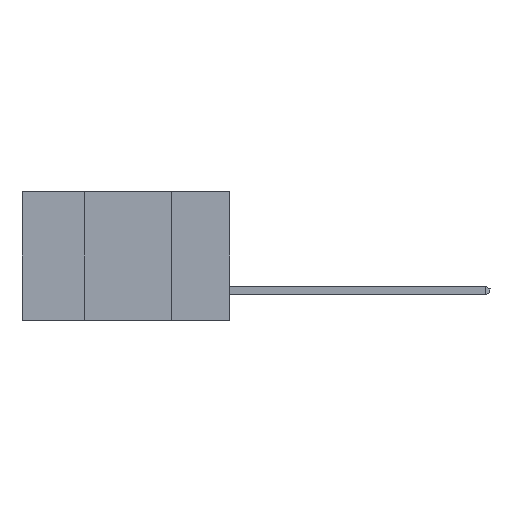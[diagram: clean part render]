
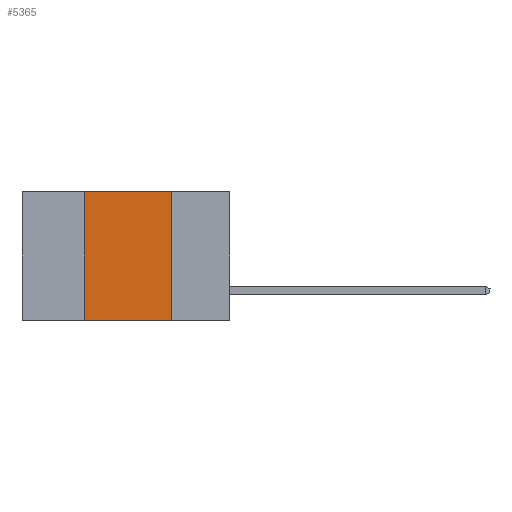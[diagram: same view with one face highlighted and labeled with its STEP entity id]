
A CAD part, left-side view. The second image highlights one B-rep face of the part: STEP entity #5365.
In plain terms, the highlighted planar face has unit normal (-1, 0, 0).
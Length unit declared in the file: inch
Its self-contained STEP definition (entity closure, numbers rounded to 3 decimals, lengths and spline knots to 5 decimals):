
#639 = EDGE_CURVE ( 'NONE', #13732, #11975, #2251, .T. ) ;
#844 = CARTESIAN_POINT ( 'NONE',  ( 0., 0.6, -0.37 ) ) ;
#1269 = VECTOR ( 'NONE', #5022, 39.37008 ) ;
#1285 = VECTOR ( 'NONE', #8165, 39.37008 ) ;
#1656 = DIRECTION ( 'NONE',  ( 1., 0., 0. ) ) ;
#2251 = LINE ( 'NONE', #18169, #7085 ) ;
#3458 = FACE_OUTER_BOUND ( 'NONE', #7196, .T. ) ;
#4042 = ORIENTED_EDGE ( 'NONE', *, *, #4325, .F. ) ;
#4221 = VECTOR ( 'NONE', #10847, 39.37008 ) ;
#4319 = VERTEX_POINT ( 'NONE', #11125 ) ;
#4325 = EDGE_CURVE ( 'NONE', #4319, #13732, #15221, .T. ) ;
#4792 = ORIENTED_EDGE ( 'NONE', *, *, #7743, .F. ) ;
#5022 = DIRECTION ( 'NONE',  ( 0., 0., 1. ) ) ;
#5365 = ADVANCED_FACE ( 'NONE', ( #3458 ), #10606, .F. ) ;
#6051 = AXIS2_PLACEMENT_3D ( 'NONE', #13354, #1656, #13264 ) ;
#6280 = ORIENTED_EDGE ( 'NONE', *, *, #9748, .T. ) ;
#6781 = CARTESIAN_POINT ( 'NONE',  ( 0., 0.17, 0. ) ) ;
#7085 = VECTOR ( 'NONE', #10722, 39.37008 ) ;
#7196 = EDGE_LOOP ( 'NONE', ( #9163, #4042, #4792, #6280 ) ) ;
#7743 = EDGE_CURVE ( 'NONE', #13113, #4319, #15506, .T. ) ;
#8165 = DIRECTION ( 'NONE',  ( 0., -1., 0. ) ) ;
#8258 = CARTESIAN_POINT ( 'NONE',  ( 0., 0.42, -0.37 ) ) ;
#9163 = ORIENTED_EDGE ( 'NONE', *, *, #639, .F. ) ;
#9748 = EDGE_CURVE ( 'NONE', #13113, #11975, #13883, .T. ) ;
#10092 = CARTESIAN_POINT ( 'NONE',  ( 0., 0.17, -0.37 ) ) ;
#10606 = PLANE ( 'NONE',  #6051 ) ;
#10722 = DIRECTION ( 'NONE',  ( 0., 0., -1. ) ) ;
#10847 = DIRECTION ( 'NONE',  ( 0., -1., 0. ) ) ;
#10902 = CARTESIAN_POINT ( 'NONE',  ( 0., 0.42, -0.37 ) ) ;
#11125 = CARTESIAN_POINT ( 'NONE',  ( 0., 0.42, 0. ) ) ;
#11975 = VERTEX_POINT ( 'NONE', #10092 ) ;
#13113 = VERTEX_POINT ( 'NONE', #10902 ) ;
#13264 = DIRECTION ( 'NONE',  ( 0., 0., -1. ) ) ;
#13354 = CARTESIAN_POINT ( 'NONE',  ( 0., 0.6, 0. ) ) ;
#13732 = VERTEX_POINT ( 'NONE', #6781 ) ;
#13883 = LINE ( 'NONE', #844, #1285 ) ;
#15221 = LINE ( 'NONE', #16856, #4221 ) ;
#15506 = LINE ( 'NONE', #8258, #1269 ) ;
#16856 = CARTESIAN_POINT ( 'NONE',  ( 0., 0.6, 0. ) ) ;
#18169 = CARTESIAN_POINT ( 'NONE',  ( 0., 0.17, -0.37 ) ) ;
